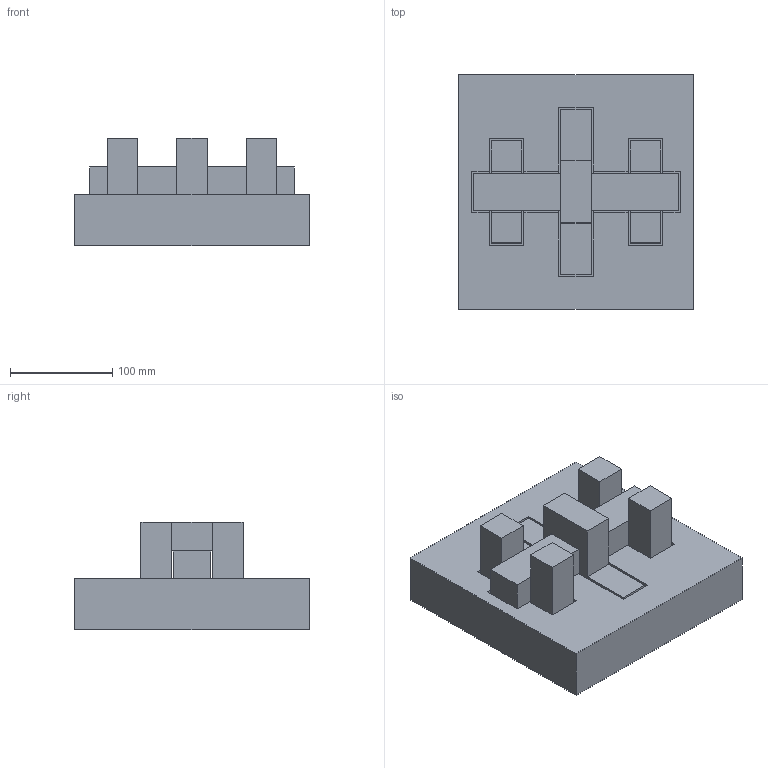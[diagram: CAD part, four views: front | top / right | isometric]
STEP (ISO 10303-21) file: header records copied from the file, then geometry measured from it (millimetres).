
FILE_DESCRIPTION(/* description */ (''),/* implementation_level */ '2;1');
FILE_NAME(/* name */ 'Board 1.step',/* time_stamp */ '2023-11-17T17:42:26-08:00',/* author */ (''),/* organization */ (''),/* preprocessor_version */ 'ST-DEVELOPER v20',/* originating_system */ 'Autodesk Translation Framework v12.14.0.127',/* authorisation */ '');
FILE_SCHEMA (('AUTOMOTIVE_DESIGN { 1 0 10303 214 3 1 1 }'));
Length unit declared in the file: millimetre
Products named in the file (1): Teaser Board 2.2
Bounding box: 230 x 230 x 105 mm (x, y, z)
Volume: 3023760 mm3; surface area: 323754 mm2
Topology: 5 solids, 5 shells, 79 faces, 204 edges, 136 vertices
Faces by surface type: plane 79
Entity records: 2422 total; most frequent: CARTESIAN_POINT 420, ORIENTED_EDGE 408, DIRECTION 364, LINE 204, VECTOR 204, EDGE_CURVE 204, VERTEX_POINT 136, EDGE_LOOP 80
